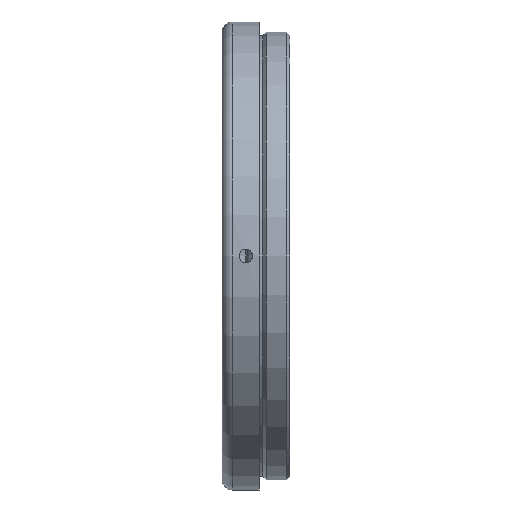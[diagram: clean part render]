
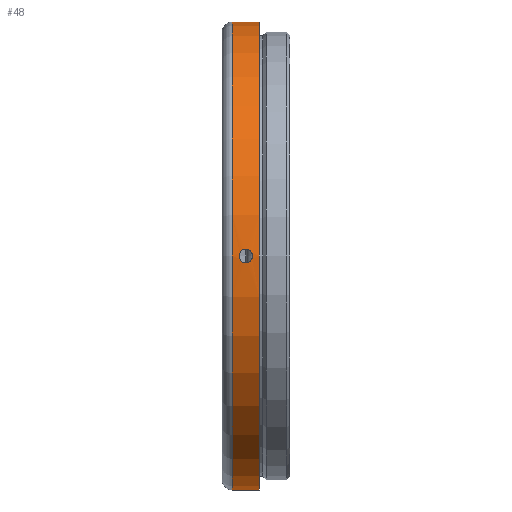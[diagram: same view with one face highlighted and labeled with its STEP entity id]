
A CAD part, front view. The second image highlights one B-rep face of the part: STEP entity #48.
In plain terms, the highlighted cylindrical face has radius 34.5 mm (diameter 69 mm), a partial arc.
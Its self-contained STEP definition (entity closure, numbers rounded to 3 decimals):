
#6 = CARTESIAN_POINT ( 'NONE',  ( -7.004, -34.489, -0.874 ) ) ;
#21 = CARTESIAN_POINT ( 'NONE',  ( -8.5, 0., -34.5 ) ) ;
#24 = CARTESIAN_POINT ( 'NONE',  ( -6.5, -34.486, 1. ) ) ;
#29 = CARTESIAN_POINT ( 'NONE',  ( -5.526, -34.499, 0.263 ) ) ;
#39 = VERTEX_POINT ( 'NONE', #639 ) ;
#47 = AXIS2_PLACEMENT_3D ( 'NONE', #808, #436, #203 ) ;
#48 = ADVANCED_FACE ( 'NONE', ( #533, #93 ), #605, .T. ) ;
#54 = ORIENTED_EDGE ( 'NONE', *, *, #703, .T. ) ;
#61 = CARTESIAN_POINT ( 'NONE',  ( -6.5, -34.486, -1. ) ) ;
#62 = CARTESIAN_POINT ( 'NONE',  ( -5.526, -34.499, -0.261 ) ) ;
#69 = CARTESIAN_POINT ( 'NONE',  ( -6.632, -34.486, -1. ) ) ;
#72 = VERTEX_POINT ( 'NONE', #927 ) ;
#75 = CARTESIAN_POINT ( 'NONE',  ( -7.299, -34.495, -0.615 ) ) ;
#77 = LINE ( 'NONE', #673, #362 ) ;
#93 = FACE_BOUND ( 'NONE', #326, .T. ) ;
#97 = VECTOR ( 'NONE', #384, 1000. ) ;
#106 = CARTESIAN_POINT ( 'NONE',  ( -5.886, -34.491, 0.8 ) ) ;
#120 = EDGE_CURVE ( 'NONE', #716, #39, #770, .T. ) ;
#132 = CARTESIAN_POINT ( 'NONE',  ( -6.236, -34.486, -1. ) ) ;
#178 = CARTESIAN_POINT ( 'NONE',  ( -6.238, -34.486, 0.974 ) ) ;
#189 = CARTESIAN_POINT ( 'NONE',  ( -5.626, -34.497, -0.503 ) ) ;
#203 = DIRECTION ( 'NONE',  ( 0., 0., 1. ) ) ;
#213 = ORIENTED_EDGE ( 'NONE', *, *, #538, .F. ) ;
#227 = CARTESIAN_POINT ( 'NONE',  ( -7.374, -34.497, -0.503 ) ) ;
#246 = ORIENTED_EDGE ( 'NONE', *, *, #352, .F. ) ;
#260 = CARTESIAN_POINT ( 'NONE',  ( -4.5, 0., 0. ) ) ;
#264 = AXIS2_PLACEMENT_3D ( 'NONE', #303, #898, #307 ) ;
#286 = EDGE_LOOP ( 'NONE', ( #213, #759, #481, #246 ) ) ;
#295 = CARTESIAN_POINT ( 'NONE',  ( -7.474, -34.499, -0.262 ) ) ;
#297 = DIRECTION ( 'NONE',  ( -1., 0., 0. ) ) ;
#300 = CARTESIAN_POINT ( 'NONE',  ( -7.301, -34.495, 0.614 ) ) ;
#303 = CARTESIAN_POINT ( 'NONE',  ( -47.181, 0., 0. ) ) ;
#307 = DIRECTION ( 'NONE',  ( 0., 0., 1. ) ) ;
#326 = EDGE_LOOP ( 'NONE', ( #406, #54 ) ) ;
#331 = CARTESIAN_POINT ( 'NONE',  ( -5.5, -34.5, 0.133 ) ) ;
#343 = CARTESIAN_POINT ( 'NONE',  ( -4.5, 0., -34.5 ) ) ;
#352 = EDGE_CURVE ( 'NONE', #577, #476, #684, .T. ) ;
#357 = CARTESIAN_POINT ( 'NONE',  ( -6.5, -34.486, 1. ) ) ;
#362 = VECTOR ( 'NONE', #297, 1000. ) ;
#370 = CARTESIAN_POINT ( 'NONE',  ( -6.761, -34.486, 0.974 ) ) ;
#377 = AXIS2_PLACEMENT_3D ( 'NONE', #260, #689, #707 ) ;
#384 = DIRECTION ( 'NONE',  ( -1., 0., 0. ) ) ;
#398 = EDGE_CURVE ( 'NONE', #39, #476, #746, .T. ) ;
#405 = CARTESIAN_POINT ( 'NONE',  ( -5.701, -34.495, 0.615 ) ) ;
#406 = ORIENTED_EDGE ( 'NONE', *, *, #868, .T. ) ;
#436 = DIRECTION ( 'NONE',  ( -1., 0., 0. ) ) ;
#438 = CARTESIAN_POINT ( 'NONE',  ( -7.5, -34.5, -0.131 ) ) ;
#476 = VERTEX_POINT ( 'NONE', #694 ) ;
#481 = ORIENTED_EDGE ( 'NONE', *, *, #398, .T. ) ;
#515 = CARTESIAN_POINT ( 'NONE',  ( -7.114, -34.491, 0.8 ) ) ;
#526 = CARTESIAN_POINT ( 'NONE',  ( -7.004, -34.489, 0.874 ) ) ;
#533 = FACE_OUTER_BOUND ( 'NONE', #286, .T. ) ;
#538 = EDGE_CURVE ( 'NONE', #716, #577, #77, .T. ) ;
#577 = VERTEX_POINT ( 'NONE', #21 ) ;
#582 = CARTESIAN_POINT ( 'NONE',  ( -5.977, -34.489, -0.891 ) ) ;
#596 = CARTESIAN_POINT ( 'NONE',  ( -6.5, -34.486, 1. ) ) ;
#605 = CYLINDRICAL_SURFACE ( 'NONE', #264, 34.5 ) ;
#624 = B_SPLINE_CURVE_WITH_KNOTS ( 'NONE', 3,
 ( #61, #69, #687, #6, #965, #75, #227, #295, #438, #676, #734, #969, #300, #515, #526, #370, #749, #596 ),
 .UNSPECIFIED., .F., .F.,
 ( 4, 2, 2, 2, 2, 2, 2, 2, 4 ),
 ( 0., 0., 0.001, 0.001, 0.002, 0.002, 0.002, 0.003, 0.003 ),
 .UNSPECIFIED. ) ;
#636 = CARTESIAN_POINT ( 'NONE',  ( -5.5, -34.5, -0.131 ) ) ;
#638 = B_SPLINE_CURVE_WITH_KNOTS ( 'NONE', 3,
 ( #24, #701, #178, #777, #106, #405, #709, #29, #331, #636, #62, #189, #956, #582, #132, #659 ),
 .UNSPECIFIED., .F., .F.,
 ( 4, 2, 2, 2, 2, 2, 2, 4 ),
 ( 0.003, 0.004, 0.004, 0.004, 0.005, 0.005, 0.005, 0.006 ),
 .UNSPECIFIED. ) ;
#639 = CARTESIAN_POINT ( 'NONE',  ( -4.5, 0., 34.5 ) ) ;
#659 = CARTESIAN_POINT ( 'NONE',  ( -6.5, -34.486, -1. ) ) ;
#673 = CARTESIAN_POINT ( 'NONE',  ( -47.181, 0., -34.5 ) ) ;
#676 = CARTESIAN_POINT ( 'NONE',  ( -7.5, -34.5, 0.13 ) ) ;
#684 = CIRCLE ( 'NONE', #47, 34.5 ) ;
#687 = CARTESIAN_POINT ( 'NONE',  ( -6.762, -34.486, -0.974 ) ) ;
#689 = DIRECTION ( 'NONE',  ( -1., 0., 0. ) ) ;
#694 = CARTESIAN_POINT ( 'NONE',  ( -8.5, 0., 34.5 ) ) ;
#701 = CARTESIAN_POINT ( 'NONE',  ( -6.369, -34.486, 1. ) ) ;
#703 = EDGE_CURVE ( 'NONE', #893, #72, #638, .T. ) ;
#707 = DIRECTION ( 'NONE',  ( 0., 0., 1. ) ) ;
#709 = CARTESIAN_POINT ( 'NONE',  ( -5.627, -34.497, 0.504 ) ) ;
#716 = VERTEX_POINT ( 'NONE', #343 ) ;
#734 = CARTESIAN_POINT ( 'NONE',  ( -7.474, -34.499, 0.261 ) ) ;
#746 = LINE ( 'NONE', #764, #97 ) ;
#749 = CARTESIAN_POINT ( 'NONE',  ( -6.631, -34.486, 1. ) ) ;
#759 = ORIENTED_EDGE ( 'NONE', *, *, #120, .T. ) ;
#764 = CARTESIAN_POINT ( 'NONE',  ( -47.181, 0., 34.5 ) ) ;
#770 = CIRCLE ( 'NONE', #377, 34.5 ) ;
#777 = CARTESIAN_POINT ( 'NONE',  ( -5.997, -34.489, 0.874 ) ) ;
#808 = CARTESIAN_POINT ( 'NONE',  ( -8.5, 0., 0. ) ) ;
#868 = EDGE_CURVE ( 'NONE', #72, #893, #624, .T. ) ;
#893 = VERTEX_POINT ( 'NONE', #357 ) ;
#898 = DIRECTION ( 'NONE',  ( -1., 0., 0. ) ) ;
#927 = CARTESIAN_POINT ( 'NONE',  ( -6.5, -34.486, -1. ) ) ;
#956 = CARTESIAN_POINT ( 'NONE',  ( -5.7, -34.495, -0.614 ) ) ;
#965 = CARTESIAN_POINT ( 'NONE',  ( -7.115, -34.491, -0.799 ) ) ;
#969 = CARTESIAN_POINT ( 'NONE',  ( -7.374, -34.497, 0.503 ) ) ;
